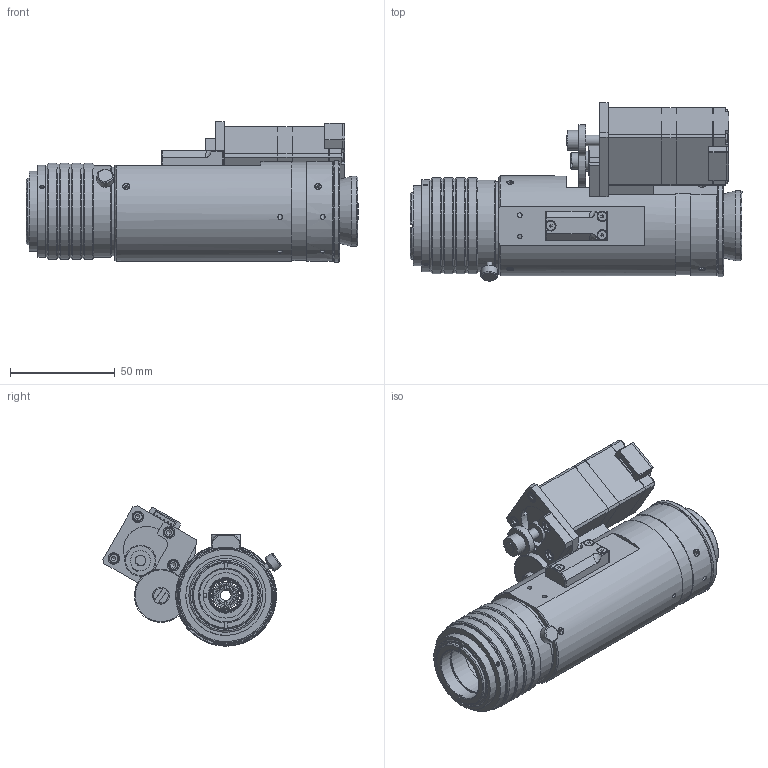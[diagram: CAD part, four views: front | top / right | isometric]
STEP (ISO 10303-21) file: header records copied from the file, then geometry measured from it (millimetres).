
FILE_DESCRIPTION(/* description */ ('RING, RETAINING, "C" LENS'),/* implementation_level */ '2;1');
FILE_NAME(/* name */ '52017_0.stp',/* time_stamp */ '2015-04-06T13:39:40-04:00',/* author */ ('BONAFEDE'),/* organization */ (''),/* preprocessor_version */ 'ST-DEVELOPER v15.6',/* originating_system */ 'Autodesk Inventor 2015',/* authorisation */ '');
FILE_SCHEMA (('AUTOMOTIVE_DESIGN { 1 0 10303 214 3 1 1 }'));
Length unit declared in the file: inch
Products named in the file (67): 50371; 50349; 50121; 50358; 50143; 50616; 50693; 50372; 50361; 50350; 50351; 60697; 50359; 7007; 50725; 50726; 50727; 50465; 50466; 50467; 50539; 50352; 50347; 51219; 50149; 50150; 50151; 50161; 5402; 7008; 7006; 7261; 60433; 60436; 60139_12X; 50144; 50211; 62325; 51187; 7326 ...
Bounding box: 158.19 x 85.01 x 66.9 mm (x, y, z)
Volume: 172174.5 mm3; surface area: 123866.2 mm2
Topology: 84 solids, 87 shells, 1600 faces, 3786 edges, 2482 vertices
Faces by surface type: plane 906, cylinder 408, cone 171, bspline 87, sphere 14, torus 14
Full cylindrical faces by diameter (mm): 0.35 x5, 0.5 x5, 0.508 x4, 1.016 x2, 1.146 x3, 1.27 x2, 1.524 x3, 1.575 x1, 1.6 x1, 1.702 x13, 1.727 x2, 1.93 x2, 1.938 x4, 1.948 x4, 2.083 x2, 2.159 x19, 2.184 x16, 2.286 x2, 2.5 x8, 2.54 x1, 2.692 x3, 2.845 x14, 2.896 x4, 3.162 x2, 3.175 x2, 3.302 x8, 3.454 x2, 3.556 x1, 3.785 x1, 4 x4
Entity records: 40499 total; most frequent: CARTESIAN_POINT 12185, DIRECTION 5448, ORIENTED_EDGE 4948, EDGE_CURVE 2477, AXIS2_PLACEMENT_3D 2035, EDGE_LOOP 1842, VERTEX_POINT 1831, LINE 1378
